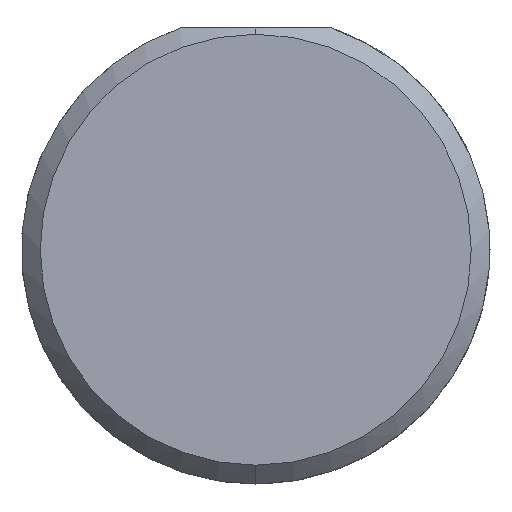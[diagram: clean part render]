
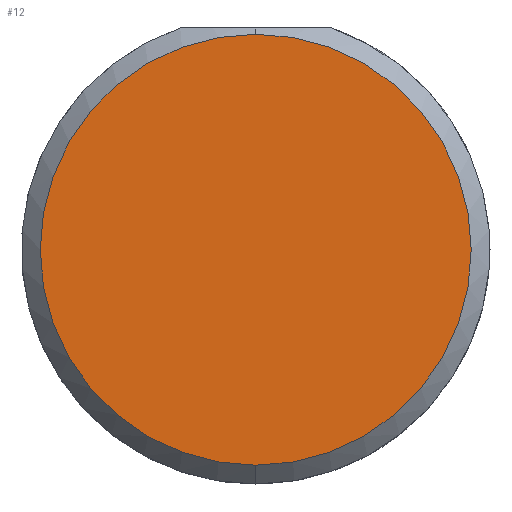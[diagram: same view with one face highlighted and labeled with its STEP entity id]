
A CAD part, left-side view. The second image highlights one B-rep face of the part: STEP entity #12.
In plain terms, the highlighted planar face has unit normal (-1, 0, 0).
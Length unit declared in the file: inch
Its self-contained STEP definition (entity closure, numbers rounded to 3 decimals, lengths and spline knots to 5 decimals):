
#12 = ADVANCED_FACE ( 'NONE', ( #814 ), #180, .F. ) ;
#23 = EDGE_CURVE ( 'NONE', #582, #240, #95, .T. ) ;
#95 = CIRCLE ( 'NONE', #280, 0.17235 ) ;
#180 = PLANE ( 'NONE',  #879 ) ;
#212 = ORIENTED_EDGE ( 'NONE', *, *, #340, .T. ) ;
#240 = VERTEX_POINT ( 'NONE', #637 ) ;
#248 = DIRECTION ( 'NONE',  ( 0., 0., 1. ) ) ;
#280 = AXIS2_PLACEMENT_3D ( 'NONE', #735, #490, #248 ) ;
#332 = DIRECTION ( 'NONE',  ( 1., 0., 0. ) ) ;
#334 = CIRCLE ( 'NONE', #646, 0.17235 ) ;
#340 = EDGE_CURVE ( 'NONE', #240, #582, #334, .T. ) ;
#347 = CARTESIAN_POINT ( 'NONE',  ( 0., 0., 0. ) ) ;
#418 = DIRECTION ( 'NONE',  ( 0., 0., 1. ) ) ;
#486 = ORIENTED_EDGE ( 'NONE', *, *, #23, .T. ) ;
#490 = DIRECTION ( 'NONE',  ( -1., 0., 0. ) ) ;
#499 = CARTESIAN_POINT ( 'NONE',  ( 0., 0., 0. ) ) ;
#541 = CARTESIAN_POINT ( 'NONE',  ( 0., 0., -0.17235 ) ) ;
#552 = EDGE_LOOP ( 'NONE', ( #486, #212 ) ) ;
#582 = VERTEX_POINT ( 'NONE', #541 ) ;
#637 = CARTESIAN_POINT ( 'NONE',  ( 0., 0., 0.17235 ) ) ;
#646 = AXIS2_PLACEMENT_3D ( 'NONE', #347, #874, #418 ) ;
#659 = DIRECTION ( 'NONE',  ( 0., 0., -1. ) ) ;
#735 = CARTESIAN_POINT ( 'NONE',  ( 0., 0., 0. ) ) ;
#814 = FACE_OUTER_BOUND ( 'NONE', #552, .T. ) ;
#874 = DIRECTION ( 'NONE',  ( -1., 0., 0. ) ) ;
#879 = AXIS2_PLACEMENT_3D ( 'NONE', #499, #332, #659 ) ;
